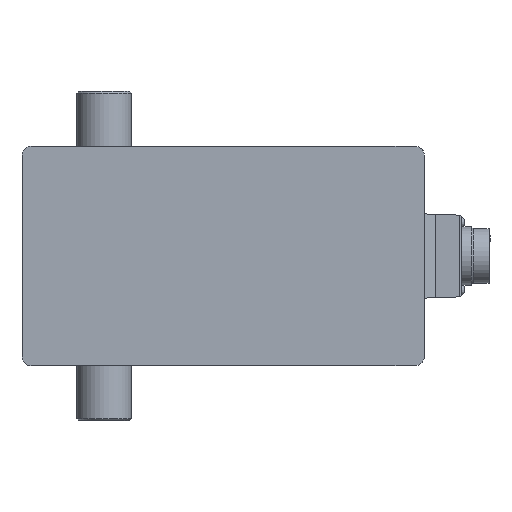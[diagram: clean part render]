
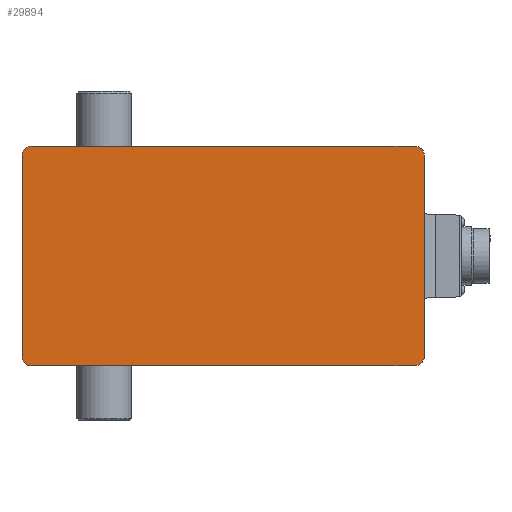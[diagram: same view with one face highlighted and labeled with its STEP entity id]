
A CAD part, front view. The second image highlights one B-rep face of the part: STEP entity #29894.
In plain terms, the highlighted face is planar.
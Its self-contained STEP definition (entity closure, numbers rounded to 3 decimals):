
#530 = CIRCLE ( 'NONE', #42846, 5. ) ;
#825 = CARTESIAN_POINT ( 'NONE',  ( -55., -40., -119. ) ) ;
#1069 = DIRECTION ( 'NONE',  ( 0., 0., -1. ) ) ;
#2487 = VECTOR ( 'NONE', #48590, 1000. ) ;
#2557 = VERTEX_POINT ( 'NONE', #41664 ) ;
#6653 = EDGE_CURVE ( 'NONE', #34717, #2557, #29425, .T. ) ;
#7216 = AXIS2_PLACEMENT_3D ( 'NONE', #27238, #42471, #38718 ) ;
#7585 = EDGE_CURVE ( 'NONE', #22586, #35514, #29851, .T. ) ;
#7815 = CARTESIAN_POINT ( 'NONE',  ( 55., -40., -119. ) ) ;
#9023 = ORIENTED_EDGE ( 'NONE', *, *, #25053, .T. ) ;
#9367 = CARTESIAN_POINT ( 'NONE',  ( -60., -40., -119. ) ) ;
#10559 = VECTOR ( 'NONE', #13254, 1000. ) ;
#12454 = PLANE ( 'NONE',  #7216 ) ;
#12789 = CIRCLE ( 'NONE', #47125, 5. ) ;
#13254 = DIRECTION ( 'NONE',  ( 0., -1., 0. ) ) ;
#14079 = CARTESIAN_POINT ( 'NONE',  ( -55., 170., -119. ) ) ;
#14228 = AXIS2_PLACEMENT_3D ( 'NONE', #7815, #18806, #30813 ) ;
#14718 = CARTESIAN_POINT ( 'NONE',  ( 60., -40., -119. ) ) ;
#15090 = CARTESIAN_POINT ( 'NONE',  ( 55., -45., -119. ) ) ;
#15176 = LINE ( 'NONE', #22437, #39325 ) ;
#16212 = FACE_OUTER_BOUND ( 'NONE', #34949, .T. ) ;
#16602 = VECTOR ( 'NONE', #29630, 1000. ) ;
#17953 = EDGE_CURVE ( 'NONE', #32024, #34717, #32269, .T. ) ;
#18344 = ORIENTED_EDGE ( 'NONE', *, *, #7585, .T. ) ;
#18518 = ORIENTED_EDGE ( 'NONE', *, *, #47160, .T. ) ;
#18537 = EDGE_CURVE ( 'NONE', #39865, #24146, #15176, .T. ) ;
#18806 = DIRECTION ( 'NONE',  ( 0., 0., -1. ) ) ;
#22437 = CARTESIAN_POINT ( 'NONE',  ( -60., -40., -119. ) ) ;
#22586 = VERTEX_POINT ( 'NONE', #47812 ) ;
#22724 = DIRECTION ( 'NONE',  ( -1., 0., 0. ) ) ;
#22836 = LINE ( 'NONE', #15090, #16602 ) ;
#23508 = CARTESIAN_POINT ( 'NONE',  ( -60., 170., -119. ) ) ;
#24146 = VERTEX_POINT ( 'NONE', #23508 ) ;
#25053 = EDGE_CURVE ( 'NONE', #32749, #39865, #530, .T. ) ;
#25861 = CARTESIAN_POINT ( 'NONE',  ( 55., 175., -119. ) ) ;
#26106 = ORIENTED_EDGE ( 'NONE', *, *, #17953, .T. ) ;
#27238 = CARTESIAN_POINT ( 'NONE',  ( 55., -40., -119. ) ) ;
#29425 = CIRCLE ( 'NONE', #14228, 5. ) ;
#29630 = DIRECTION ( 'NONE',  ( -1., 0., 0. ) ) ;
#29777 = EDGE_CURVE ( 'NONE', #35514, #32024, #12789, .T. ) ;
#29851 = LINE ( 'NONE', #45064, #2487 ) ;
#29894 = ADVANCED_FACE ( 'NONE', ( #16212 ), #12454, .T. ) ;
#30341 = DIRECTION ( 'NONE',  ( 0., 0., -1. ) ) ;
#30813 = DIRECTION ( 'NONE',  ( -1., 0., 0. ) ) ;
#31333 = DIRECTION ( 'NONE',  ( -1., 0., 0. ) ) ;
#32024 = VERTEX_POINT ( 'NONE', #40906 ) ;
#32269 = LINE ( 'NONE', #47506, #10559 ) ;
#32603 = EDGE_CURVE ( 'NONE', #24146, #22586, #33634, .T. ) ;
#32749 = VERTEX_POINT ( 'NONE', #43713 ) ;
#32850 = AXIS2_PLACEMENT_3D ( 'NONE', #14079, #30341, #45560 ) ;
#33634 = CIRCLE ( 'NONE', #32850, 5. ) ;
#34717 = VERTEX_POINT ( 'NONE', #14718 ) ;
#34949 = EDGE_LOOP ( 'NONE', ( #44549, #18518, #9023, #48279, #49151, #18344, #44141, #26106 ) ) ;
#35514 = VERTEX_POINT ( 'NONE', #25861 ) ;
#37690 = DIRECTION ( 'NONE',  ( 0., 1., 0. ) ) ;
#38718 = DIRECTION ( 'NONE',  ( -1., 0., 0. ) ) ;
#39325 = VECTOR ( 'NONE', #37690, 1000. ) ;
#39865 = VERTEX_POINT ( 'NONE', #9367 ) ;
#40906 = CARTESIAN_POINT ( 'NONE',  ( 60., 170., -119. ) ) ;
#41664 = CARTESIAN_POINT ( 'NONE',  ( 55., -45., -119. ) ) ;
#42471 = DIRECTION ( 'NONE',  ( 0., 0., -1. ) ) ;
#42846 = AXIS2_PLACEMENT_3D ( 'NONE', #825, #1069, #31333 ) ;
#43713 = CARTESIAN_POINT ( 'NONE',  ( -55., -45., -119. ) ) ;
#44141 = ORIENTED_EDGE ( 'NONE', *, *, #29777, .T. ) ;
#44549 = ORIENTED_EDGE ( 'NONE', *, *, #6653, .T. ) ;
#45064 = CARTESIAN_POINT ( 'NONE',  ( -55., 175., -119. ) ) ;
#45476 = CARTESIAN_POINT ( 'NONE',  ( 55., 170., -119. ) ) ;
#45560 = DIRECTION ( 'NONE',  ( -1., 0., 0. ) ) ;
#45715 = DIRECTION ( 'NONE',  ( 0., 0., -1. ) ) ;
#47125 = AXIS2_PLACEMENT_3D ( 'NONE', #45476, #45715, #22724 ) ;
#47160 = EDGE_CURVE ( 'NONE', #2557, #32749, #22836, .T. ) ;
#47506 = CARTESIAN_POINT ( 'NONE',  ( 60., 170., -119. ) ) ;
#47812 = CARTESIAN_POINT ( 'NONE',  ( -55., 175., -119. ) ) ;
#48279 = ORIENTED_EDGE ( 'NONE', *, *, #18537, .T. ) ;
#48590 = DIRECTION ( 'NONE',  ( 1., 0., 0. ) ) ;
#49151 = ORIENTED_EDGE ( 'NONE', *, *, #32603, .T. ) ;
